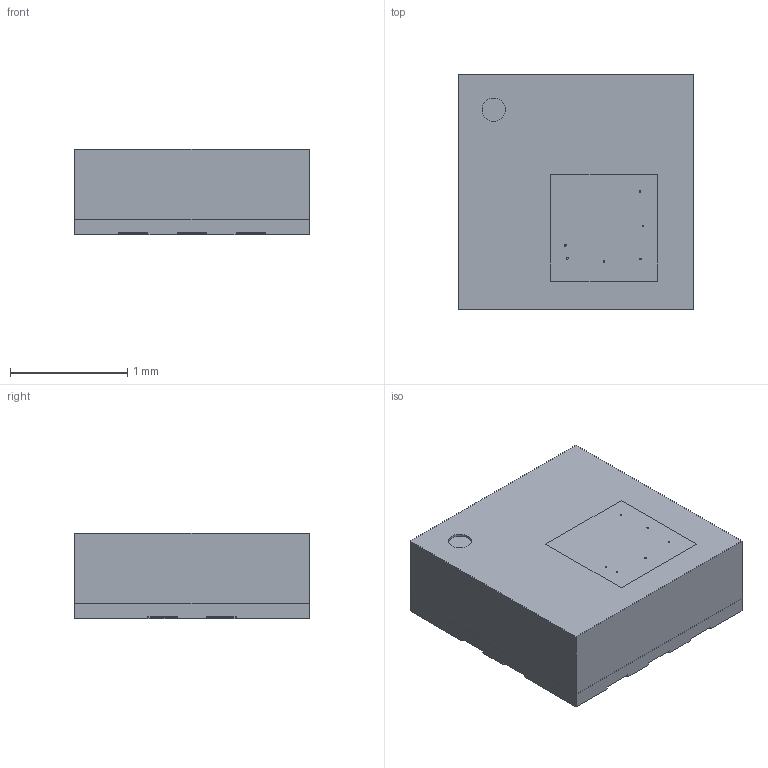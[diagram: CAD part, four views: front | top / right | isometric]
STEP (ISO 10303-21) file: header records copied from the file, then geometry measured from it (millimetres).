
FILE_DESCRIPTION(/* description */ (''),/* implementation_level */ '2;1');
FILE_NAME(/* name */ '25110202xxxxx',/* time_stamp */ '2018-07-30T16:21:34+02:00',/* author */ ('WJ'),/* organization */ ('WÃ¼rth Elektronik eiSos GmbH & Co. KG'),/* preprocessor_version */ 'ST-DEVELOPER v16.7',/* originating_system */ 'DEX',/* authorisation */ $);
FILE_SCHEMA (('AUTOMOTIVE_DESIGN {1 0 10303 214 3 1 1}'));
Length unit declared in the file: millimetre
Products named in the file (4): 25110202xxxxx; Base; Housing; Sensing area
Assembly tree (3 placements, depth 2):
  25110202xxxxx
    Base
    Housing
    Sensing area
Bounding box: 2 x 2 x 0.73 mm (x, y, z)
Volume: 2.9 mm3; surface area: 24.4 mm2
Topology: 3 solids, 3 shells, 92 faces, 252 edges, 168 vertices
Faces by surface type: plane 85, cylinder 7
Full cylindrical faces by diameter (mm): 0.015 x6, 0.2 x1
Entity records: 3423 total; most frequent: CARTESIAN_POINT 509, ORIENTED_EDGE 490, DIRECTION 451, EDGE_CURVE 245, LINE 231, VECTOR 231, VERTEX_POINT 168, EDGE_LOOP 113
